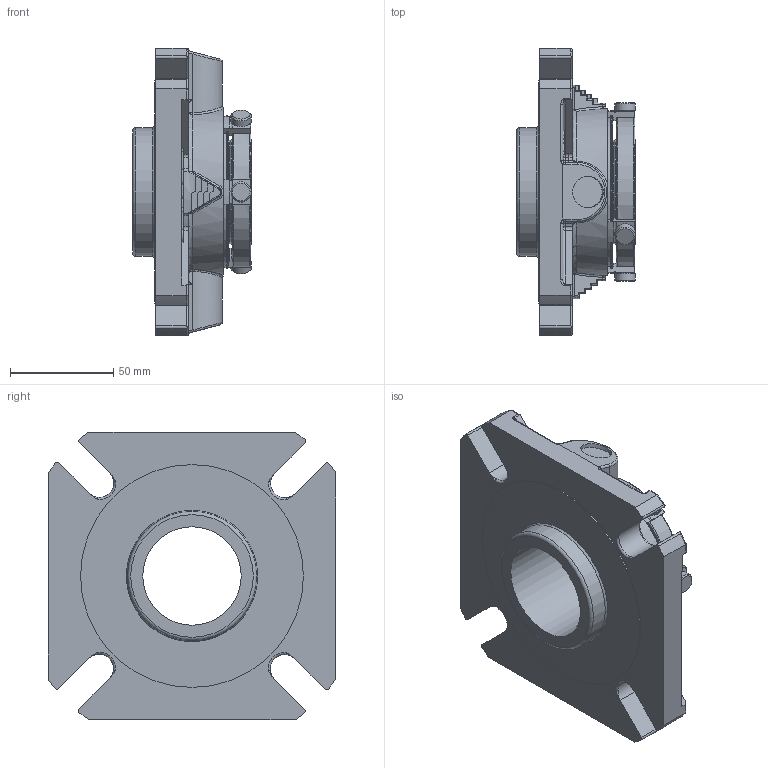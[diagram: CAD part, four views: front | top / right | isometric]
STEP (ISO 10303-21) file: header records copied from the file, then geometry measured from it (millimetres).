
FILE_DESCRIPTION(/* description */ ('Unknown'),/* implementation_level */ '2;1');
FILE_NAME(/* name */ '1.875SMSSANSISealArrangement',/* time_stamp */ '2023-05-23T16:00:54+01:00',/* author */ ('Unknown'),/* organization */ ('Unknown'),/* preprocessor_version */ 'ST-DEVELOPER v18.102',/* originating_system */ 'Solid Edge',/* authorisation */ 'Unknown');
FILE_SCHEMA (('AUTOMOTIVE_DESIGN {1 0 10303 214 3 1 1}'));
Length unit declared in the file: millimetre
Products named in the file (1): 1.875 SMSS ANSI SEAL ARRANGEMENT
Bounding box: 57.58 x 139.4 x 139.4 mm (x, y, z)
Surface area: 68968.9 mm2 (no closed solid volume)
Topology: 0 solids, 1 shells, 833 faces, 2347 edges, 1532 vertices
Faces by surface type: plane 310, cylinder 272, bspline 152, torus 75, cone 24
Full cylindrical faces by diameter (mm): 5.994 x4, 6.45 x2, 9.88 x4, 15.291 x2, 47.625 x1, 49.963 x1, 50.724 x1, 51.231 x1, 62.396 x1, 72.444 x1, 72.517 x2, 74.041 x1, 107.892 x1
Entity records: 34744 total; most frequent: CARTESIAN_POINT 8384, ORIENTED_EDGE 4566, DIRECTION 3849, EDGE_CURVE 2283, VERTEX_POINT 1517, AXIS2_PLACEMENT_3D 1358, LINE 1133, VECTOR 1133
